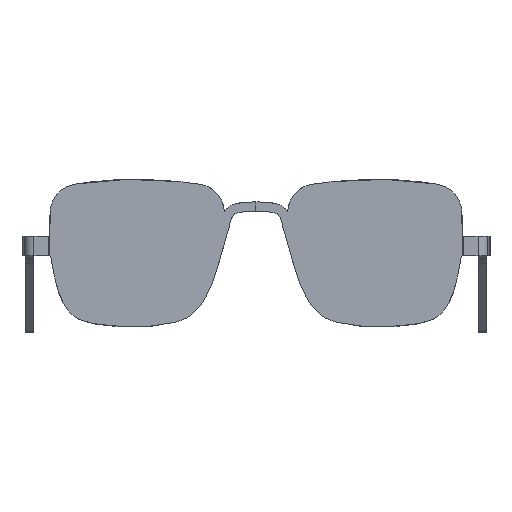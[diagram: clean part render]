
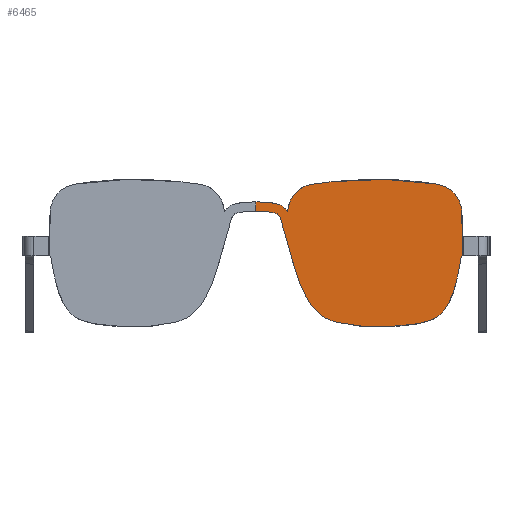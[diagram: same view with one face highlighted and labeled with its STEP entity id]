
A CAD part, top view. The second image highlights one B-rep face of the part: STEP entity #6465.
In plain terms, the highlighted free-form (B-spline) face has degree [1, 1] with [2, 2] control points.
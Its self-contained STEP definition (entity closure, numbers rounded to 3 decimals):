
#6465 = ADVANCED_FACE('',(#6466),#6588,.T.);
#6466 = FACE_BOUND('',#6467,.T.);
#6467 = EDGE_LOOP('',(#6468,#6477,#6523,#6530,#6568,#6575,#6583));
#6468 = ORIENTED_EDGE('',*,*,#6469,.T.);
#6469 = EDGE_CURVE('',#6470,#6472,#6474,.T.);
#6470 = VERTEX_POINT('',#6471);
#6471 = CARTESIAN_POINT('',(24.592,-1.348,0.));
#6472 = VERTEX_POINT('',#6473);
#6473 = CARTESIAN_POINT('',(24.592,4.343,0.));
#6474 = B_SPLINE_CURVE_WITH_KNOTS('',1,(#6475,#6476),.UNSPECIFIED.,.F.,
  .F.,(2,2),(8.281,14.398),.PIECEWISE_BEZIER_KNOTS.);
#6475 = CARTESIAN_POINT('',(24.592,-1.348,0.));
#6476 = CARTESIAN_POINT('',(24.592,4.343,0.));
#6477 = ORIENTED_EDGE('',*,*,#6478,.T.);
#6478 = EDGE_CURVE('',#6472,#6479,#6481,.T.);
#6479 = VERTEX_POINT('',#6480);
#6480 = CARTESIAN_POINT('',(-35.445,14.28,
    0.));
#6481 = B_SPLINE_CURVE_WITH_KNOTS('',3,(#6482,#6483,#6484,#6485,#6486,
    #6487,#6488,#6489,#6490,#6491,#6492,#6493,#6494,#6495,#6496,#6497,
    #6498,#6499,#6500,#6501,#6502,#6503,#6504,#6505,#6506,#6507,#6508,
    #6509,#6510,#6511,#6512,#6513,#6514,#6515,#6516,#6517,#6518,#6519,
    #6520,#6521,#6522),.UNSPECIFIED.,.F.,.F.,(4,1,1,1,1,1,1,1,1,1,1,1,1,
    1,1,1,1,1,1,1,1,1,1,1,1,1,1,1,1,1,1,1,1,1,1,1,1,1,4),(0.45
    ,0.452,0.455,0.457,0.46,
    0.464,0.471,0.497,0.51,
    0.526,0.54,0.553,0.555,
    0.563,0.569,0.583,0.608,
    0.63,0.663,0.688,0.701,
    0.748,0.784,0.82,0.849,
    0.873,0.89,0.907,0.921,
    0.928,0.929,0.93,0.931,
    0.936,0.941,0.949,0.961,
    0.979,1.),.UNSPECIFIED.);
#6482 = CARTESIAN_POINT('',(24.592,4.343,0.));
#6483 = CARTESIAN_POINT('',(24.555,4.343,
    0.));
#6484 = CARTESIAN_POINT('',(24.471,4.43,
    0.));
#6485 = CARTESIAN_POINT('',(24.494,4.785,
    0.));
#6486 = CARTESIAN_POINT('',(24.487,5.332,
    0.));
#6487 = CARTESIAN_POINT('',(24.508,5.662,
    0.));
#6488 = CARTESIAN_POINT('',(24.499,6.31,
    0.));
#6489 = CARTESIAN_POINT('',(24.502,7.925,
    0.));
#6490 = CARTESIAN_POINT('',(24.555,9.996,
    0.));
#6491 = CARTESIAN_POINT('',(24.403,12.397,
    0.));
#6492 = CARTESIAN_POINT('',(23.842,14.26,
    0.));
#6493 = CARTESIAN_POINT('',(22.838,15.927,
    0.));
#6494 = CARTESIAN_POINT('',(22.087,16.934,
    0.));
#6495 = CARTESIAN_POINT('',(21.274,17.642,
    0.));
#6496 = CARTESIAN_POINT('',(20.601,18.031,
    0.));
#6497 = CARTESIAN_POINT('',(19.491,18.743,
    0.));
#6498 = CARTESIAN_POINT('',(17.48,19.453,
    0.));
#6499 = CARTESIAN_POINT('',(14.684,19.86,
    0.));
#6500 = CARTESIAN_POINT('',(10.987,20.25,
    0.));
#6501 = CARTESIAN_POINT('',(7.264,20.636,
    0.));
#6502 = CARTESIAN_POINT('',(3.925,20.769,
    0.));
#6503 = CARTESIAN_POINT('',(-0.092,20.884,
    0.));
#6504 = CARTESIAN_POINT('',(-4.612,20.759,
    0.));
#6505 = CARTESIAN_POINT('',(-10.203,20.508,
    0.));
#6506 = CARTESIAN_POINT('',(-14.905,19.975,
    0.));
#6507 = CARTESIAN_POINT('',(-19.052,19.556,
    0.));
#6508 = CARTESIAN_POINT('',(-22.25,18.536,
    0.));
#6509 = CARTESIAN_POINT('',(-24.236,16.645,
    0.));
#6510 = CARTESIAN_POINT('',(-25.52,14.804,
    0.));
#6511 = CARTESIAN_POINT('',(-26.057,13.042,
    0.));
#6512 = CARTESIAN_POINT('',(-26.134,12.08,
    0.));
#6513 = CARTESIAN_POINT('',(-26.186,11.632,
    0.));
#6514 = CARTESIAN_POINT('',(-26.381,11.612,
    0.));
#6515 = CARTESIAN_POINT('',(-26.685,11.771,
    0.));
#6516 = CARTESIAN_POINT('',(-26.943,12.263,
    0.));
#6517 = CARTESIAN_POINT('',(-27.559,12.843,
    0.));
#6518 = CARTESIAN_POINT('',(-28.531,13.519,
    0.));
#6519 = CARTESIAN_POINT('',(-30.269,13.913,
    0.));
#6520 = CARTESIAN_POINT('',(-32.602,14.308,
    0.));
#6521 = CARTESIAN_POINT('',(-34.445,14.211,
    0.));
#6522 = CARTESIAN_POINT('',(-35.445,14.28,
    0.));
#6523 = ORIENTED_EDGE('',*,*,#6524,.T.);
#6524 = EDGE_CURVE('',#6479,#6525,#6527,.T.);
#6525 = VERTEX_POINT('',#6526);
#6526 = CARTESIAN_POINT('',(-35.445,11.551,
    0.));
#6527 = B_SPLINE_CURVE_WITH_KNOTS('',1,(#6528,#6529),.UNSPECIFIED.,.F.,
  .F.,(2,2),(10.05,12.984),.PIECEWISE_BEZIER_KNOTS.);
#6528 = CARTESIAN_POINT('',(-35.445,14.28,0.));
#6529 = CARTESIAN_POINT('',(-35.445,11.551,0.));
#6530 = ORIENTED_EDGE('',*,*,#6531,.T.);
#6531 = EDGE_CURVE('',#6525,#6532,#6534,.T.);
#6532 = VERTEX_POINT('',#6533);
#6533 = CARTESIAN_POINT('',(24.208,-1.847,0.));
#6534 = B_SPLINE_CURVE_WITH_KNOTS('',3,(#6535,#6536,#6537,#6538,#6539,
    #6540,#6541,#6542,#6543,#6544,#6545,#6546,#6547,#6548,#6549,#6550,
    #6551,#6552,#6553,#6554,#6555,#6556,#6557,#6558,#6559,#6560,#6561,
    #6562,#6563,#6564,#6565,#6566,#6567),.UNSPECIFIED.,.F.,.F.,(4,1,1,1,
    1,1,1,1,1,1,1,1,1,1,1,1,1,1,1,1,1,1,1,1,1,1,1,1,1,1,4),(0.,
    0.01,0.015,0.017,
    0.021,0.025,0.035,
    0.037,0.042,0.054,
    0.058,0.076,0.08,
    0.089,0.098,0.107,0.118,
    0.127,0.138,0.151,0.172,
    0.188,0.208,0.212,0.226,
    0.231,0.251,0.264,0.271,
    0.274,0.286),.UNSPECIFIED.);
#6535 = CARTESIAN_POINT('',(-35.445,11.551,
    0.));
#6536 = CARTESIAN_POINT('',(-33.964,11.544,
    0.));
#6537 = CARTESIAN_POINT('',(-31.944,11.515,
    0.));
#6538 = CARTESIAN_POINT('',(-29.18,11.012,
    0.));
#6539 = CARTESIAN_POINT('',(-28.276,9.506,
    0.));
#6540 = CARTESIAN_POINT('',(-27.835,8.059,
    0.));
#6541 = CARTESIAN_POINT('',(-27.021,5.566,
    0.));
#6542 = CARTESIAN_POINT('',(-26.516,3.196,
    0.));
#6543 = CARTESIAN_POINT('',(-25.818,0.595,
    0.));
#6544 = CARTESIAN_POINT('',(-24.332,-4.541,
    0.));
#6545 = CARTESIAN_POINT('',(-24.478,-3.966,
    0.));
#6546 = CARTESIAN_POINT('',(-23.877,-6.139,
    0.));
#6547 = CARTESIAN_POINT('',(-23.815,-6.221,
    0.));
#6548 = CARTESIAN_POINT('',(-22.311,-10.44,
    0.));
#6549 = CARTESIAN_POINT('',(-20.469,-14.145,
    0.));
#6550 = CARTESIAN_POINT('',(-19.033,-16.15,
    0.));
#6551 = CARTESIAN_POINT('',(-16.616,-18.867,
    0.));
#6552 = CARTESIAN_POINT('',(-13.565,-20.264,
    0.));
#6553 = CARTESIAN_POINT('',(-11.295,-20.918,
    0.));
#6554 = CARTESIAN_POINT('',(-7.734,-21.575,
    0.));
#6555 = CARTESIAN_POINT('',(-3.79,-22.009,
    0.));
#6556 = CARTESIAN_POINT('',(1.607,-22.069,
    0.));
#6557 = CARTESIAN_POINT('',(9.817,-21.708,
    0.));
#6558 = CARTESIAN_POINT('',(15.003,-20.405,
    0.));
#6559 = CARTESIAN_POINT('',(17.426,-19.076,
    0.));
#6560 = CARTESIAN_POINT('',(18.039,-18.534,
    0.));
#6561 = CARTESIAN_POINT('',(20.777,-15.257,
    0.));
#6562 = CARTESIAN_POINT('',(22.19,-11.571,
    0.));
#6563 = CARTESIAN_POINT('',(23.173,-7.488,
    0.));
#6564 = CARTESIAN_POINT('',(23.697,-5.119,
    0.));
#6565 = CARTESIAN_POINT('',(24.077,-2.748,
    0.));
#6566 = CARTESIAN_POINT('',(24.094,-2.262,
    0.));
#6567 = CARTESIAN_POINT('',(24.208,-1.847,0.));
#6568 = ORIENTED_EDGE('',*,*,#6569,.F.);
#6569 = EDGE_CURVE('',#6570,#6532,#6572,.T.);
#6570 = VERTEX_POINT('',#6571);
#6571 = CARTESIAN_POINT('',(24.226,-1.736,0.));
#6572 = B_SPLINE_CURVE_WITH_KNOTS('',1,(#6573,#6574),.UNSPECIFIED.,.F.,
  .F.,(2,2),(-2.413,-2.293),.PIECEWISE_BEZIER_KNOTS.);
#6573 = CARTESIAN_POINT('',(24.226,-1.736,0.));
#6574 = CARTESIAN_POINT('',(24.208,-1.847,0.));
#6575 = ORIENTED_EDGE('',*,*,#6576,.F.);
#6576 = EDGE_CURVE('',#6577,#6570,#6579,.T.);
#6577 = VERTEX_POINT('',#6578);
#6578 = CARTESIAN_POINT('',(24.682,-1.347,0.));
#6579 = ( BOUNDED_CURVE() B_SPLINE_CURVE(2,(#6580,#6581,#6582),
.UNSPECIFIED.,.F.,.F.) B_SPLINE_CURVE_WITH_KNOTS((3,3),(1.579,
2.977),.PIECEWISE_BEZIER_KNOTS.) CURVE() 
GEOMETRIC_REPRESENTATION_ITEM() RATIONAL_B_SPLINE_CURVE((1.,
0.765,1.)) REPRESENTATION_ITEM('') );
#6580 = CARTESIAN_POINT('',(24.682,-1.347,0.));
#6581 = CARTESIAN_POINT('',(24.29,-1.35,0.));
#6582 = CARTESIAN_POINT('',(24.226,-1.736,0.));
#6583 = ORIENTED_EDGE('',*,*,#6584,.T.);
#6584 = EDGE_CURVE('',#6577,#6470,#6585,.T.);
#6585 = B_SPLINE_CURVE_WITH_KNOTS('',1,(#6586,#6587),.UNSPECIFIED.,.F.,
  .F.,(2,2),(-26.518,-26.422),.PIECEWISE_BEZIER_KNOTS.);
#6586 = CARTESIAN_POINT('',(24.682,-1.347,0.));
#6587 = CARTESIAN_POINT('',(24.592,-1.348,0.));
#6588 = B_SPLINE_SURFACE_WITH_KNOTS('',1,1,(
    (#6589,#6590)
    ,(#6591,#6592
    )),.UNSPECIFIED.,.F.,.F.,.F.,(2,2),(2,2),(-38.1,26.531),(
    -23.722,22.449),.PIECEWISE_BEZIER_KNOTS.);
#6589 = CARTESIAN_POINT('',(-35.445,-22.069,0.));
#6590 = CARTESIAN_POINT('',(-35.445,20.884,0.));
#6591 = CARTESIAN_POINT('',(24.682,-22.069,0.));
#6592 = CARTESIAN_POINT('',(24.682,20.884,0.));
